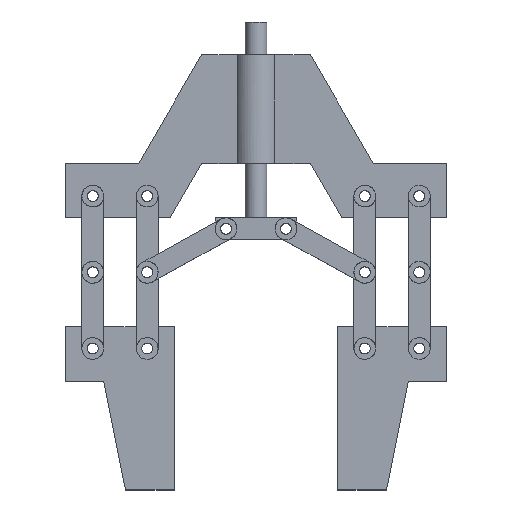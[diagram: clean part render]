
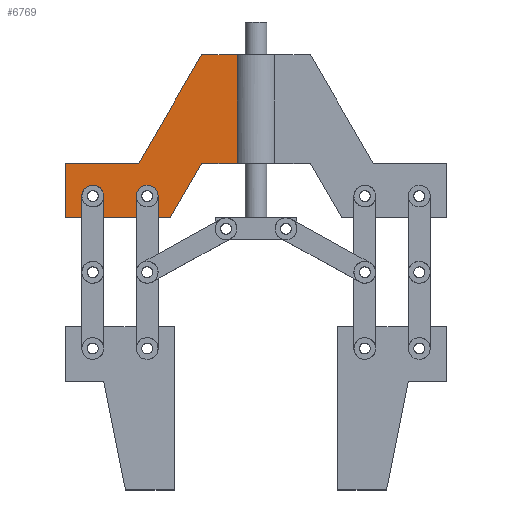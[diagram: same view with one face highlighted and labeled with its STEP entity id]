
A CAD part, top view. The second image highlights one B-rep face of the part: STEP entity #6769.
In plain terms, the highlighted free-form (B-spline) face has degree [1, 1] with [2, 2] control points.
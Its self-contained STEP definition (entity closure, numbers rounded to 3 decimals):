
#6769 = ADVANCED_FACE('',(#6770,#6828,#6842),#6856,.T.);
#6770 = FACE_BOUND('',#6771,.T.);
#6771 = EDGE_LOOP('',(#6772,#6781,#6788,#6795,#6802,#6809,#6816,#6823));
#6772 = ORIENTED_EDGE('',*,*,#6773,.T.);
#6773 = EDGE_CURVE('',#6774,#6776,#6778,.T.);
#6774 = VERTEX_POINT('',#6775);
#6775 = CARTESIAN_POINT('',(-24.656,73.288,
    2.101));
#6776 = VERTEX_POINT('',#6777);
#6777 = CARTESIAN_POINT('',(-24.656,168.283,
    2.101));
#6778 = B_SPLINE_CURVE_WITH_KNOTS('',1,(#6779,#6780),.UNSPECIFIED.,.F.,
  .F.,(2,2),(0.,100.),.PIECEWISE_BEZIER_KNOTS.);
#6779 = CARTESIAN_POINT('',(-24.656,73.288,
    2.101));
#6780 = CARTESIAN_POINT('',(-24.656,168.283,
    2.101));
#6781 = ORIENTED_EDGE('',*,*,#6782,.T.);
#6782 = EDGE_CURVE('',#6776,#6783,#6785,.T.);
#6783 = VERTEX_POINT('',#6784);
#6784 = CARTESIAN_POINT('',(-55.984,168.283,
    2.101));
#6785 = B_SPLINE_CURVE_WITH_KNOTS('',1,(#6786,#6787),.UNSPECIFIED.,.F.,
  .F.,(2,2),(0.,32.978),.PIECEWISE_BEZIER_KNOTS.);
#6786 = CARTESIAN_POINT('',(-24.656,168.283,
    2.101));
#6787 = CARTESIAN_POINT('',(-55.984,168.283,
    2.101));
#6788 = ORIENTED_EDGE('',*,*,#6789,.T.);
#6789 = EDGE_CURVE('',#6783,#6790,#6792,.T.);
#6790 = VERTEX_POINT('',#6791);
#6791 = CARTESIAN_POINT('',(-110.829,73.288,
    2.101));
#6792 = B_SPLINE_CURVE_WITH_KNOTS('',1,(#6793,#6794),.UNSPECIFIED.,.F.,
  .F.,(2,2),(0.,115.47),.PIECEWISE_BEZIER_KNOTS.);
#6793 = CARTESIAN_POINT('',(-55.984,168.283,
    2.101));
#6794 = CARTESIAN_POINT('',(-110.829,73.288,
    2.101));
#6795 = ORIENTED_EDGE('',*,*,#6796,.T.);
#6796 = EDGE_CURVE('',#6790,#6797,#6799,.T.);
#6797 = VERTEX_POINT('',#6798);
#6798 = CARTESIAN_POINT('',(-174.727,73.288,
    2.101));
#6799 = B_SPLINE_CURVE_WITH_KNOTS('',1,(#6800,#6801),.UNSPECIFIED.,.F.,
  .F.,(2,2),(0.,67.265),.PIECEWISE_BEZIER_KNOTS.);
#6800 = CARTESIAN_POINT('',(-110.829,73.288,
    2.101));
#6801 = CARTESIAN_POINT('',(-174.727,73.288,
    2.101));
#6802 = ORIENTED_EDGE('',*,*,#6803,.T.);
#6803 = EDGE_CURVE('',#6797,#6804,#6806,.T.);
#6804 = VERTEX_POINT('',#6805);
#6805 = CARTESIAN_POINT('',(-174.727,25.791,
    2.101));
#6806 = B_SPLINE_CURVE_WITH_KNOTS('',1,(#6807,#6808),.UNSPECIFIED.,.F.,
  .F.,(2,2),(0.,50.),.PIECEWISE_BEZIER_KNOTS.);
#6807 = CARTESIAN_POINT('',(-174.727,73.288,
    2.101));
#6808 = CARTESIAN_POINT('',(-174.727,25.791,
    2.101));
#6809 = ORIENTED_EDGE('',*,*,#6810,.T.);
#6810 = EDGE_CURVE('',#6804,#6811,#6813,.T.);
#6811 = VERTEX_POINT('',#6812);
#6812 = CARTESIAN_POINT('',(-83.406,25.791,
    2.101));
#6813 = B_SPLINE_CURVE_WITH_KNOTS('',1,(#6814,#6815),.UNSPECIFIED.,.F.,
  .F.,(2,2),(0.,96.132),.PIECEWISE_BEZIER_KNOTS.);
#6814 = CARTESIAN_POINT('',(-174.727,25.791,
    2.101));
#6815 = CARTESIAN_POINT('',(-83.406,25.791,
    2.101));
#6816 = ORIENTED_EDGE('',*,*,#6817,.T.);
#6817 = EDGE_CURVE('',#6811,#6818,#6820,.T.);
#6818 = VERTEX_POINT('',#6819);
#6819 = CARTESIAN_POINT('',(-55.984,73.288,
    2.101));
#6820 = B_SPLINE_CURVE_WITH_KNOTS('',1,(#6821,#6822),.UNSPECIFIED.,.F.,
  .F.,(2,2),(0.,57.735),.PIECEWISE_BEZIER_KNOTS.);
#6821 = CARTESIAN_POINT('',(-83.406,25.791,
    2.101));
#6822 = CARTESIAN_POINT('',(-55.984,73.288,
    2.101));
#6823 = ORIENTED_EDGE('',*,*,#6824,.T.);
#6824 = EDGE_CURVE('',#6818,#6774,#6825,.T.);
#6825 = B_SPLINE_CURVE_WITH_KNOTS('',1,(#6826,#6827),.UNSPECIFIED.,.F.,
  .F.,(2,2),(0.,32.978),.PIECEWISE_BEZIER_KNOTS.);
#6826 = CARTESIAN_POINT('',(-55.984,73.288,
    2.101));
#6827 = CARTESIAN_POINT('',(-24.656,73.288,
    2.101));
#6828 = FACE_BOUND('',#6829,.T.);
#6829 = EDGE_LOOP('',(#6830));
#6830 = ORIENTED_EDGE('',*,*,#6831,.T.);
#6831 = EDGE_CURVE('',#6832,#6832,#6834,.T.);
#6832 = VERTEX_POINT('',#6833);
#6833 = CARTESIAN_POINT('',(-155.728,44.79,
    2.101));
#6834 = ( BOUNDED_CURVE() B_SPLINE_CURVE(2,(#6835,#6836,#6837,#6838,
#6839,#6840,#6841),.UNSPECIFIED.,.T.,.F.) B_SPLINE_CURVE_WITH_KNOTS((3,2
    ,2,3),(3.142,5.236,7.33,9.425),
.PIECEWISE_BEZIER_KNOTS.) CURVE() GEOMETRIC_REPRESENTATION_ITEM() 
RATIONAL_B_SPLINE_CURVE((1.,0.5,1.,0.5,1.,0.5,1.)) REPRESENTATION_ITEM(
  '') );
#6835 = CARTESIAN_POINT('',(-155.728,44.79,
    2.101));
#6836 = CARTESIAN_POINT('',(-155.728,53.016,
    2.101));
#6837 = CARTESIAN_POINT('',(-148.603,48.903,
    2.101));
#6838 = CARTESIAN_POINT('',(-141.479,44.79,
    2.101));
#6839 = CARTESIAN_POINT('',(-148.603,40.676,
    2.101));
#6840 = CARTESIAN_POINT('',(-155.728,36.563,
    2.101));
#6841 = CARTESIAN_POINT('',(-155.728,44.79,
    2.101));
#6842 = FACE_BOUND('',#6843,.T.);
#6843 = EDGE_LOOP('',(#6844));
#6844 = ORIENTED_EDGE('',*,*,#6845,.T.);
#6845 = EDGE_CURVE('',#6846,#6846,#6848,.T.);
#6846 = VERTEX_POINT('',#6847);
#6847 = CARTESIAN_POINT('',(-108.231,44.79,
    2.101));
#6848 = ( BOUNDED_CURVE() B_SPLINE_CURVE(2,(#6849,#6850,#6851,#6852,
#6853,#6854,#6855),.UNSPECIFIED.,.T.,.F.) B_SPLINE_CURVE_WITH_KNOTS((3,2
    ,2,3),(3.142,5.236,7.33,9.425),
.PIECEWISE_BEZIER_KNOTS.) CURVE() GEOMETRIC_REPRESENTATION_ITEM() 
RATIONAL_B_SPLINE_CURVE((1.,0.5,1.,0.5,1.,0.5,1.)) REPRESENTATION_ITEM(
  '') );
#6849 = CARTESIAN_POINT('',(-108.231,44.79,
    2.101));
#6850 = CARTESIAN_POINT('',(-108.231,53.016,
    2.101));
#6851 = CARTESIAN_POINT('',(-101.106,48.903,
    2.101));
#6852 = CARTESIAN_POINT('',(-93.981,44.79,
    2.101));
#6853 = CARTESIAN_POINT('',(-101.106,40.676,
    2.101));
#6854 = CARTESIAN_POINT('',(-108.231,36.563,
    2.101));
#6855 = CARTESIAN_POINT('',(-108.231,44.79,
    2.101));
#6856 = B_SPLINE_SURFACE_WITH_KNOTS('',1,1,(
    (#6857,#6858)
    ,(#6859,#6860
    )),.UNSPECIFIED.,.F.,.F.,.F.,(2,2),(2,2),(0.,157.978),(0.,
    150.),.PIECEWISE_BEZIER_KNOTS.);
#6857 = CARTESIAN_POINT('',(-174.727,25.791,
    2.101));
#6858 = CARTESIAN_POINT('',(-174.727,168.283,
    2.101));
#6859 = CARTESIAN_POINT('',(-24.656,25.791,
    2.101));
#6860 = CARTESIAN_POINT('',(-24.656,168.283,
    2.101));
